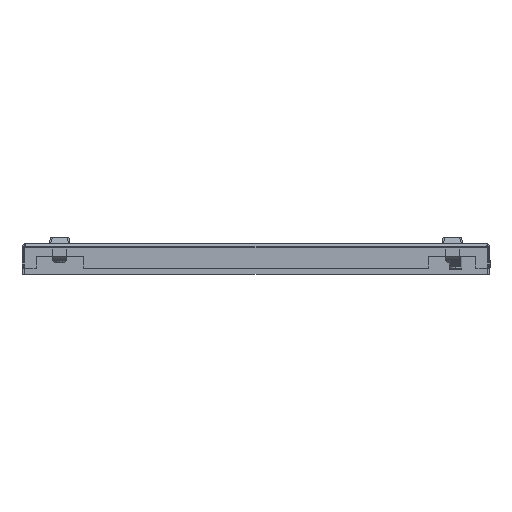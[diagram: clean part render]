
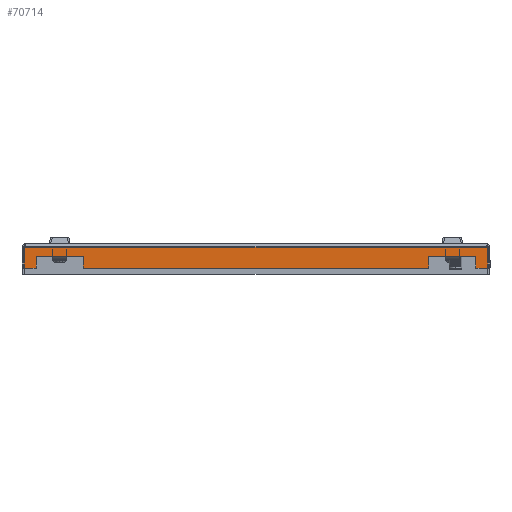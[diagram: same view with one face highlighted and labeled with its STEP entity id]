
A CAD part, left-side view. The second image highlights one B-rep face of the part: STEP entity #70714.
In plain terms, the highlighted planar face has unit normal (-1, 0, 0).
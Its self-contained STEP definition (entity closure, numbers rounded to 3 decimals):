
#11687 = FACE_OUTER_BOUND ( 'NONE', #51236, .T. ) ;
#12228 = DIRECTION ( 'NONE',  ( 0., 0., -1. ) ) ;
#12230 = CARTESIAN_POINT ( 'NONE',  ( -432.5, -147.999, 295.55 ) ) ;
#12231 = DIRECTION ( 'NONE',  ( 0., -1., 0. ) ) ;
#12232 = CARTESIAN_POINT ( 'NONE',  ( -432.5, -148., -14. ) ) ;
#12233 = DIRECTION ( 'NONE',  ( 0., 0., -1. ) ) ;
#12234 = CARTESIAN_POINT ( 'NONE',  ( -432.5, -140., -14. ) ) ;
#12235 = DIRECTION ( 'NONE',  ( 0., -1., 0. ) ) ;
#12236 = CARTESIAN_POINT ( 'NONE',  ( -432.5, -140., -6.5 ) ) ;
#12237 = DIRECTION ( 'NONE',  ( 0., 0., 1. ) ) ;
#12238 = CARTESIAN_POINT ( 'NONE',  ( -432.5, -110., -14. ) ) ;
#12239 = DIRECTION ( 'NONE',  ( 0., -1., 0. ) ) ;
#12240 = CARTESIAN_POINT ( 'NONE',  ( -432.5, -148., -14. ) ) ;
#12241 = DIRECTION ( 'NONE',  ( 0., 0., -1. ) ) ;
#12242 = CARTESIAN_POINT ( 'NONE',  ( -432.5, 110., -14. ) ) ;
#12243 = DIRECTION ( 'NONE',  ( 0., -1., 0. ) ) ;
#12244 = CARTESIAN_POINT ( 'NONE',  ( -432.5, 140., -6.5 ) ) ;
#12245 = DIRECTION ( 'NONE',  ( 0., 0., 1. ) ) ;
#12246 = CARTESIAN_POINT ( 'NONE',  ( -432.5, 140., -14. ) ) ;
#12247 = DIRECTION ( 'NONE',  ( 0., -1., 0. ) ) ;
#12248 = DIRECTION ( 'NONE',  ( 0., 0., -1. ) ) ;
#12250 = CARTESIAN_POINT ( 'NONE',  ( -432.5, 147.999, 295.546 ) ) ;
#12251 = DIRECTION ( 'NONE',  ( 0., -1., 0. ) ) ;
#12256 = CARTESIAN_POINT ( 'NONE',  ( -432.5, -148., -14. ) ) ;
#12257 = CARTESIAN_POINT ( 'NONE',  ( -432.5, 296.007, -0.75 ) ) ;
#13598 = ORIENTED_EDGE ( 'NONE', *, *, #32454, .F. ) ;
#13599 = ORIENTED_EDGE ( 'NONE', *, *, #32453, .T. ) ;
#13600 = ORIENTED_EDGE ( 'NONE', *, *, #32452, .T. ) ;
#13601 = ORIENTED_EDGE ( 'NONE', *, *, #32451, .T. ) ;
#13602 = ORIENTED_EDGE ( 'NONE', *, *, #32450, .T. ) ;
#13603 = ORIENTED_EDGE ( 'NONE', *, *, #32449, .T. ) ;
#13604 = ORIENTED_EDGE ( 'NONE', *, *, #32448, .T. ) ;
#13605 = ORIENTED_EDGE ( 'NONE', *, *, #32447, .T. ) ;
#13606 = ORIENTED_EDGE ( 'NONE', *, *, #32446, .T. ) ;
#13607 = ORIENTED_EDGE ( 'NONE', *, *, #32445, .T. ) ;
#13608 = ORIENTED_EDGE ( 'NONE', *, *, #32444, .T. ) ;
#13609 = ORIENTED_EDGE ( 'NONE', *, *, #32443, .F. ) ;
#23516 = LINE ( 'NONE', #12257, #23529 ) ;
#23527 = LINE ( 'NONE', #12250, #23536 ) ;
#23529 = VECTOR ( 'NONE', #12251, 1000. ) ;
#23531 = LINE ( 'NONE', #12256, #23540 ) ;
#23536 = VECTOR ( 'NONE', #12248, 1000. ) ;
#23538 = LINE ( 'NONE', #12246, #23544 ) ;
#23540 = VECTOR ( 'NONE', #12247, 1000. ) ;
#23542 = LINE ( 'NONE', #12244, #23549 ) ;
#23544 = VECTOR ( 'NONE', #12245, 1000. ) ;
#23546 = LINE ( 'NONE', #12242, #23553 ) ;
#23549 = VECTOR ( 'NONE', #12243, 1000. ) ;
#23551 = LINE ( 'NONE', #12240, #23557 ) ;
#23553 = VECTOR ( 'NONE', #12241, 1000. ) ;
#23555 = LINE ( 'NONE', #12238, #23562 ) ;
#23557 = VECTOR ( 'NONE', #12239, 1000. ) ;
#23559 = LINE ( 'NONE', #12236, #23566 ) ;
#23562 = VECTOR ( 'NONE', #12237, 1000. ) ;
#23564 = LINE ( 'NONE', #12234, #23570 ) ;
#23566 = VECTOR ( 'NONE', #12235, 1000. ) ;
#23568 = LINE ( 'NONE', #12232, #23575 ) ;
#23570 = VECTOR ( 'NONE', #12233, 1000. ) ;
#23572 = LINE ( 'NONE', #12230, #23579 ) ;
#23575 = VECTOR ( 'NONE', #12231, 1000. ) ;
#23579 = VECTOR ( 'NONE', #12228, 1000. ) ;
#32443 = EDGE_CURVE ( 'NONE', #40060, #40059, #23516, .T. ) ;
#32444 = EDGE_CURVE ( 'NONE', #40060, #40048, #23527, .T. ) ;
#32445 = EDGE_CURVE ( 'NONE', #40048, #40045, #23531, .T. ) ;
#32446 = EDGE_CURVE ( 'NONE', #40045, #40044, #23538, .T. ) ;
#32447 = EDGE_CURVE ( 'NONE', #40044, #40043, #23542, .T. ) ;
#32448 = EDGE_CURVE ( 'NONE', #40043, #40042, #23546, .T. ) ;
#32449 = EDGE_CURVE ( 'NONE', #40042, #40041, #23551, .T. ) ;
#32450 = EDGE_CURVE ( 'NONE', #40041, #40040, #23555, .T. ) ;
#32451 = EDGE_CURVE ( 'NONE', #40040, #40039, #23559, .T. ) ;
#32452 = EDGE_CURVE ( 'NONE', #40039, #40038, #23564, .T. ) ;
#32453 = EDGE_CURVE ( 'NONE', #40038, #40037, #23568, .T. ) ;
#32454 = EDGE_CURVE ( 'NONE', #40059, #40037, #23572, .T. ) ;
#36657 = AXIS2_PLACEMENT_3D ( 'NONE', #56302, #56296, #56295 ) ;
#40037 = VERTEX_POINT ( 'NONE', #75411 ) ;
#40038 = VERTEX_POINT ( 'NONE', #75410 ) ;
#40039 = VERTEX_POINT ( 'NONE', #75409 ) ;
#40040 = VERTEX_POINT ( 'NONE', #75408 ) ;
#40041 = VERTEX_POINT ( 'NONE', #75407 ) ;
#40042 = VERTEX_POINT ( 'NONE', #75406 ) ;
#40043 = VERTEX_POINT ( 'NONE', #75405 ) ;
#40044 = VERTEX_POINT ( 'NONE', #75404 ) ;
#40045 = VERTEX_POINT ( 'NONE', #75403 ) ;
#40048 = VERTEX_POINT ( 'NONE', #75400 ) ;
#40059 = VERTEX_POINT ( 'NONE', #75389 ) ;
#40060 = VERTEX_POINT ( 'NONE', #75388 ) ;
#51236 = EDGE_LOOP ( 'NONE', ( #13609, #13608, #13607, #13606, #13605, #13604, #13603, #13602, #13601, #13600, #13599, #13598 ) ) ;
#56295 = DIRECTION ( 'NONE',  ( 0., 1., 0. ) ) ;
#56296 = DIRECTION ( 'NONE',  ( 1., 0., 0. ) ) ;
#56302 = CARTESIAN_POINT ( 'NONE',  ( -432.5, -148., 0. ) ) ;
#56306 = PLANE ( 'NONE',  #36657 ) ;
#70714 = ADVANCED_FACE ( 'NONE', ( #11687 ), #56306, .F. ) ;
#75388 = CARTESIAN_POINT ( 'NONE',  ( -432.5, 148., -0.75 ) ) ;
#75389 = CARTESIAN_POINT ( 'NONE',  ( -432.5, -148., -0.75 ) ) ;
#75400 = CARTESIAN_POINT ( 'NONE',  ( -432.5, 148., -14. ) ) ;
#75403 = CARTESIAN_POINT ( 'NONE',  ( -432.5, 140., -14. ) ) ;
#75404 = CARTESIAN_POINT ( 'NONE',  ( -432.5, 140., -6.5 ) ) ;
#75405 = CARTESIAN_POINT ( 'NONE',  ( -432.5, 110., -6.5 ) ) ;
#75406 = CARTESIAN_POINT ( 'NONE',  ( -432.5, 110., -14. ) ) ;
#75407 = CARTESIAN_POINT ( 'NONE',  ( -432.5, -110., -14. ) ) ;
#75408 = CARTESIAN_POINT ( 'NONE',  ( -432.5, -110., -6.5 ) ) ;
#75409 = CARTESIAN_POINT ( 'NONE',  ( -432.5, -140., -6.5 ) ) ;
#75410 = CARTESIAN_POINT ( 'NONE',  ( -432.5, -140., -14. ) ) ;
#75411 = CARTESIAN_POINT ( 'NONE',  ( -432.5, -148., -14. ) ) ;
